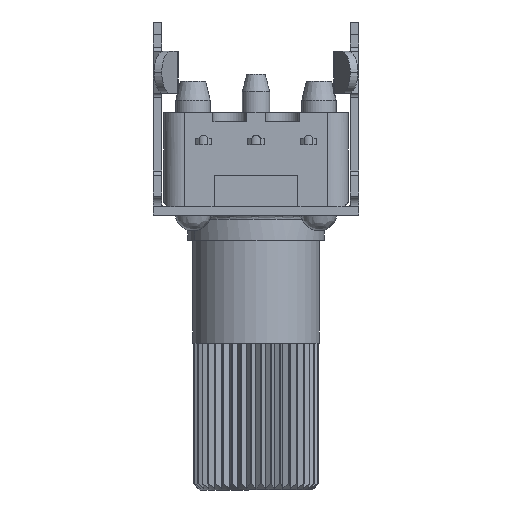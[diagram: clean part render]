
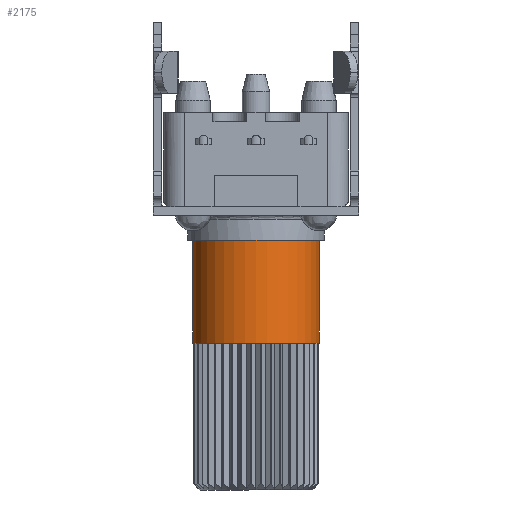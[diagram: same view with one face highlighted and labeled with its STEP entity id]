
A CAD part, front view. The second image highlights one B-rep face of the part: STEP entity #2175.
In plain terms, the highlighted cylindrical face has radius 3.025 mm (diameter 6.05 mm), a partial arc.
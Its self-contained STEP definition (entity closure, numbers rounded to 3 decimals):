
#550 = FACE_OUTER_BOUND ( 'NONE', #11416, .T. ) ;
#566 = CARTESIAN_POINT ( 'NONE',  ( 3.025, 0., -1.6 ) ) ;
#817 = CARTESIAN_POINT ( 'NONE',  ( -3.025, 0., -6.5 ) ) ;
#1562 = ORIENTED_EDGE ( 'NONE', *, *, #9040, .F. ) ;
#1640 = CARTESIAN_POINT ( 'NONE',  ( -3.025, 0., 6.41 ) ) ;
#1838 = VERTEX_POINT ( 'NONE', #11115 ) ;
#2175 = ADVANCED_FACE ( 'NONE', ( #550 ), #2861, .T. ) ;
#2297 = DIRECTION ( 'NONE',  ( 0., 0., -1. ) ) ;
#2727 = DIRECTION ( 'NONE',  ( 0., 0., 1. ) ) ;
#2731 = DIRECTION ( 'NONE',  ( 1., 0., 0. ) ) ;
#2861 = CYLINDRICAL_SURFACE ( 'NONE', #9728, 3.025 ) ;
#3009 = DIRECTION ( 'NONE',  ( 1., 0., 0. ) ) ;
#3488 = ORIENTED_EDGE ( 'NONE', *, *, #4802, .T. ) ;
#3797 = EDGE_CURVE ( 'NONE', #11408, #4379, #11225, .T. ) ;
#4379 = VERTEX_POINT ( 'NONE', #6975 ) ;
#4802 = EDGE_CURVE ( 'NONE', #11408, #1838, #5596, .T. ) ;
#4809 = CARTESIAN_POINT ( 'NONE',  ( 0., 0., 6.41 ) ) ;
#5369 = DIRECTION ( 'NONE',  ( 0., 0., 1. ) ) ;
#5434 = EDGE_CURVE ( 'NONE', #5856, #1838, #11673, .T. ) ;
#5525 = CARTESIAN_POINT ( 'NONE',  ( 3.025, 0., 6.41 ) ) ;
#5596 = CIRCLE ( 'NONE', #7116, 3.025 ) ;
#5856 = VERTEX_POINT ( 'NONE', #566 ) ;
#6026 = DIRECTION ( 'NONE',  ( 0., 0., 1. ) ) ;
#6761 = VECTOR ( 'NONE', #2297, 1000. ) ;
#6921 = ORIENTED_EDGE ( 'NONE', *, *, #3797, .F. ) ;
#6975 = CARTESIAN_POINT ( 'NONE',  ( -3.025, 0., -1.6 ) ) ;
#7116 = AXIS2_PLACEMENT_3D ( 'NONE', #7403, #5369, #12721 ) ;
#7162 = AXIS2_PLACEMENT_3D ( 'NONE', #8236, #8378, #3009 ) ;
#7403 = CARTESIAN_POINT ( 'NONE',  ( 0., 0., -6.5 ) ) ;
#8236 = CARTESIAN_POINT ( 'NONE',  ( 0., 0., -1.6 ) ) ;
#8378 = DIRECTION ( 'NONE',  ( 0., 0., 1. ) ) ;
#9040 = EDGE_CURVE ( 'NONE', #4379, #5856, #13126, .T. ) ;
#9128 = ORIENTED_EDGE ( 'NONE', *, *, #5434, .F. ) ;
#9728 = AXIS2_PLACEMENT_3D ( 'NONE', #4809, #6026, #2731 ) ;
#9798 = VECTOR ( 'NONE', #2727, 1000. ) ;
#11115 = CARTESIAN_POINT ( 'NONE',  ( 3.025, 0., -6.5 ) ) ;
#11225 = LINE ( 'NONE', #1640, #9798 ) ;
#11408 = VERTEX_POINT ( 'NONE', #817 ) ;
#11416 = EDGE_LOOP ( 'NONE', ( #1562, #6921, #3488, #9128 ) ) ;
#11673 = LINE ( 'NONE', #5525, #6761 ) ;
#12721 = DIRECTION ( 'NONE',  ( 1., 0., 0. ) ) ;
#13126 = CIRCLE ( 'NONE', #7162, 3.025 ) ;
